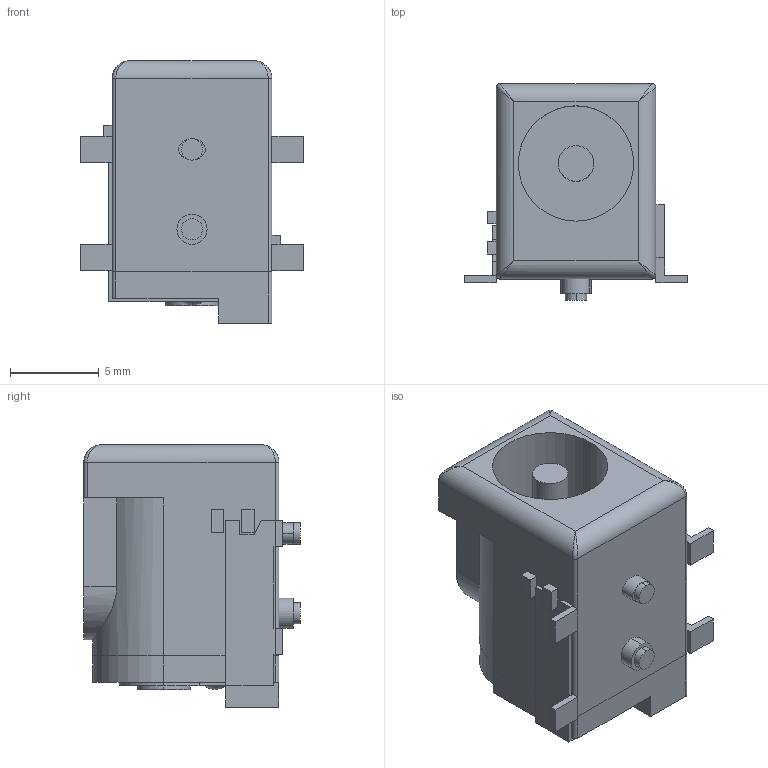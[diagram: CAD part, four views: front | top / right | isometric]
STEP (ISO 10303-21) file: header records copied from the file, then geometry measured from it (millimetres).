
FILE_DESCRIPTION(('STEP AP214'),'1');
FILE_NAME('pj-002ah-smt-tr.stp','2018-08-13T03:59:01',('TraceParts'),('TraceParts S.A.'),'Spatial InterOp 3D',' ',' ');
FILE_SCHEMA(('automotive_design'));
Length unit declared in the file: millimetre
Products named in the file (7): pj-002ah-smt-tr_1; pj-002ah-smt-tr_2; pj-002ah-smt-tr_3; pj-002ah-smt-tr_4; pj-002ah-smt-tr_5; pj-002ah-smt-tr_6; pj-002ah-smt-tr_7
Bounding box: 12.6 x 12.2 x 14.8 mm (x, y, z)
Volume: 1231.1 mm3; surface area: 1316.4 mm2
Topology: 7 solids, 7 shells, 127 faces, 303 edges, 193 vertices
Faces by surface type: plane 90, cylinder 29, bspline 6, sphere 2
Entity records: 4917 total; most frequent: CARTESIAN_POINT 840, ORIENTED_EDGE 598, DIRECTION 592, EDGE_CURVE 299, LINE 230, VECTOR 230, VERTEX_POINT 193, AXIS2_PLACEMENT_3D 181
